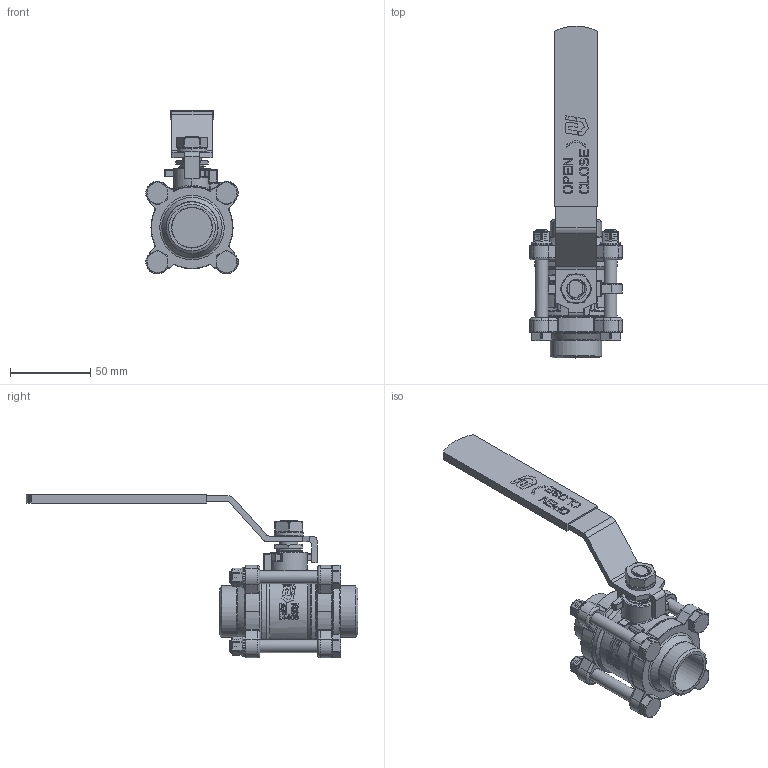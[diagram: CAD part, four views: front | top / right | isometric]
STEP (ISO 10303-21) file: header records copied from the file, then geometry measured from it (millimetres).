
FILE_DESCRIPTION(('HOOPS Exchange Step'),'2;1');
FILE_NAME('GK0401_DN25.stp','2025-10-31T14:44:18+01:00',('nieru'),('Unknown organisation'),'HOOPS Exchange 2024.2','HOOPS Exchange','Unknown authorisation');
FILE_SCHEMA( ('AP203_CONFIGURATION_CONTROLLED_3D_DESIGN_OF_MECHANICAL_PARTS_AND_ASSEMBLIES_MIM_LF') );
Length unit declared in the file: millimetre
Products named in the file (2): 0; root
Assembly tree (1 placements, depth 2):
  root
    0
Bounding box: 57.45 x 206.29 x 101.78 mm (x, y, z)
Volume: 165387.3 mm3; surface area: 54138.8 mm2
Topology: 1 solids, 1 shells, 2017 faces, 5704 edges, 3727 vertices
Faces by surface type: plane 917, cylinder 615, bspline 255, torus 143, cone 57, sphere 30
Full cylindrical faces by diameter (mm): 8 x4, 8.732 x8, 11.5 x2, 12 x1, 14.848 x1, 25 x2, 32.128 x2, 51 x2
Entity records: 113487 total; most frequent: CARTESIAN_POINT 66980, ORIENTED_EDGE 11386, DIRECTION 7340, EDGE_CURVE 5693, VERTEX_POINT 3729, AXIS2_PLACEMENT_3D 2589, B_SPLINE_CURVE_WITH_KNOTS 2411, VECTOR 2162
